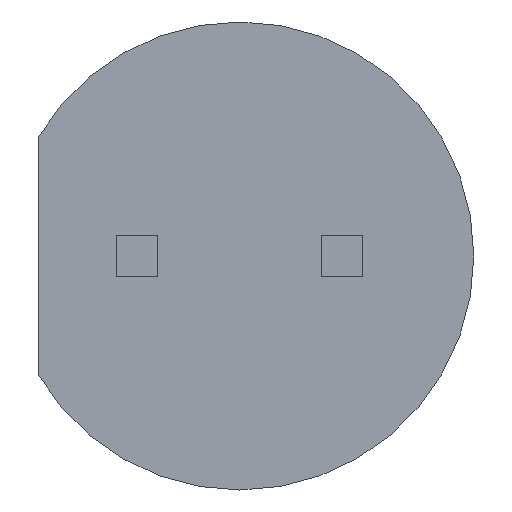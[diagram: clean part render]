
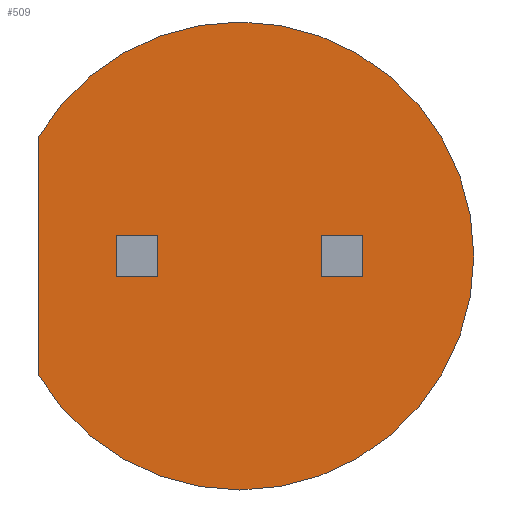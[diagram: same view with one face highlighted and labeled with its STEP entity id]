
A CAD part, front view. The second image highlights one B-rep face of the part: STEP entity #509.
In plain terms, the highlighted planar face has unit normal (0, -1, 0).
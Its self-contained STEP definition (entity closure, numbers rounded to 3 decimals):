
#14 = CARTESIAN_POINT ( 'NONE',  ( 0., 0., 0. ) ) ;
#25 = DIRECTION ( 'NONE',  ( 0., 0., 1. ) ) ;
#41 = VECTOR ( 'NONE', #578, 1000. ) ;
#42 = VERTEX_POINT ( 'NONE', #412 ) ;
#50 = CARTESIAN_POINT ( 'NONE',  ( 0., 0., 2.9 ) ) ;
#57 = VERTEX_POINT ( 'NONE', #686 ) ;
#65 = CIRCLE ( 'NONE', #548, 2.9 ) ;
#82 = DIRECTION ( 'NONE',  ( 0., 0., 1. ) ) ;
#83 = VERTEX_POINT ( 'NONE', #372 ) ;
#104 = CIRCLE ( 'NONE', #329, 2.9 ) ;
#122 = ORIENTED_EDGE ( 'NONE', *, *, #633, .F. ) ;
#134 = PLANE ( 'NONE',  #377 ) ;
#199 = CARTESIAN_POINT ( 'NONE',  ( 0., 0., 0. ) ) ;
#207 = ORIENTED_EDGE ( 'NONE', *, *, #621, .F. ) ;
#244 = DIRECTION ( 'NONE',  ( 0., 1., 0. ) ) ;
#320 = CARTESIAN_POINT ( 'NONE',  ( 0., 0., 0. ) ) ;
#329 = AXIS2_PLACEMENT_3D ( 'NONE', #379, #543, #536 ) ;
#339 = ORIENTED_EDGE ( 'NONE', *, *, #427, .F. ) ;
#362 = VERTEX_POINT ( 'NONE', #50 ) ;
#363 = FACE_OUTER_BOUND ( 'NONE', #400, .T. ) ;
#372 = CARTESIAN_POINT ( 'NONE',  ( 0., 0., -2.9 ) ) ;
#377 = AXIS2_PLACEMENT_3D ( 'NONE', #14, #244, #477 ) ;
#379 = CARTESIAN_POINT ( 'NONE',  ( 0., 0., 0. ) ) ;
#400 = EDGE_LOOP ( 'NONE', ( #613, #207, #339, #122 ) ) ;
#412 = CARTESIAN_POINT ( 'NONE',  ( -2.5, 0., -1.47 ) ) ;
#427 = EDGE_CURVE ( 'NONE', #362, #83, #65, .T. ) ;
#472 = LINE ( 'NONE', #683, #41 ) ;
#477 = DIRECTION ( 'NONE',  ( 0., 0., 1. ) ) ;
#498 = EDGE_CURVE ( 'NONE', #42, #57, #472, .T. ) ;
#509 = ADVANCED_FACE ( 'NONE', ( #363 ), #134, .F. ) ;
#536 = DIRECTION ( 'NONE',  ( 0., 0., 1. ) ) ;
#543 = DIRECTION ( 'NONE',  ( 0., 1., 0. ) ) ;
#545 = DIRECTION ( 'NONE',  ( 0., 1., 0. ) ) ;
#548 = AXIS2_PLACEMENT_3D ( 'NONE', #320, #545, #25 ) ;
#575 = CIRCLE ( 'NONE', #721, 2.9 ) ;
#578 = DIRECTION ( 'NONE',  ( 0., 0., 1. ) ) ;
#596 = DIRECTION ( 'NONE',  ( 0., 1., 0. ) ) ;
#613 = ORIENTED_EDGE ( 'NONE', *, *, #498, .F. ) ;
#621 = EDGE_CURVE ( 'NONE', #83, #42, #104, .T. ) ;
#633 = EDGE_CURVE ( 'NONE', #57, #362, #575, .T. ) ;
#683 = CARTESIAN_POINT ( 'NONE',  ( -2.5, 0., 0. ) ) ;
#686 = CARTESIAN_POINT ( 'NONE',  ( -2.5, 0., 1.47 ) ) ;
#721 = AXIS2_PLACEMENT_3D ( 'NONE', #199, #596, #82 ) ;
